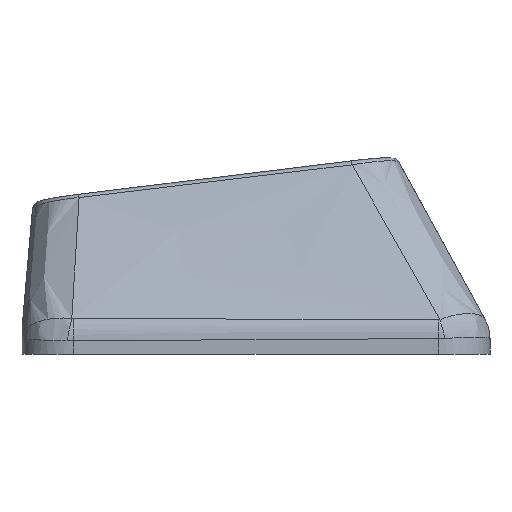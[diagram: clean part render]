
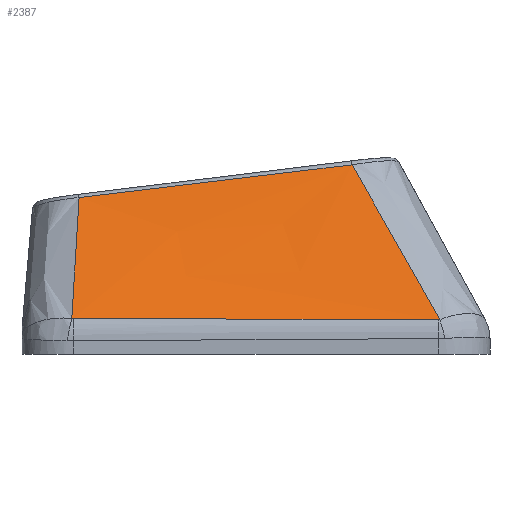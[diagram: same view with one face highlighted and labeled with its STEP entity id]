
A CAD part, left-side view. The second image highlights one B-rep face of the part: STEP entity #2387.
In plain terms, the highlighted free-form (B-spline) face has degree [3, 3] with [4, 4] control points.
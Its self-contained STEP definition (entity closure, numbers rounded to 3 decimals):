
#31=B_SPLINE_SURFACE_WITH_KNOTS('',3,3,((#5281,#5282,#5283,#5284),(#5285,
#5286,#5287,#5288),(#5289,#5290,#5291,#5292),(#5293,#5294,#5295,#5296)),
 .UNSPECIFIED.,.F.,.F.,.F.,(4,4),(4,4),(0.097,0.894),
(0.025,0.948),.UNSPECIFIED.);
#490=FACE_OUTER_BOUND('',#616,.T.);
#616=EDGE_LOOP('',(#2055,#2056,#2057,#2058,#2059,#2060));
#815=B_SPLINE_CURVE_WITH_KNOTS('',3,(#4959,#4960,#4961,#4962),
 .UNSPECIFIED.,.F.,.F.,(4,4),(0.,0.006),
 .UNSPECIFIED.);
#817=B_SPLINE_CURVE_WITH_KNOTS('',3,(#4986,#4987,#4988,#4989),
 .UNSPECIFIED.,.F.,.F.,(4,4),(0.,1.416),.UNSPECIFIED.);
#819=B_SPLINE_CURVE_WITH_KNOTS('',3,(#5013,#5014,#5015,#5016),
 .UNSPECIFIED.,.F.,.F.,(4,4),(0.,0.006),
 .UNSPECIFIED.);
#834=B_SPLINE_CURVE_WITH_KNOTS('',3,(#5298,#5299,#5300,#5301),
 .UNSPECIFIED.,.F.,.F.,(4,4),(0.02,0.788),
 .UNSPECIFIED.);
#835=B_SPLINE_CURVE_WITH_KNOTS('',3,(#5303,#5304,#5305,#5306),
 .UNSPECIFIED.,.F.,.F.,(4,4),(-1.067,0.),.UNSPECIFIED.);
#836=B_SPLINE_CURVE_WITH_KNOTS('',3,(#5307,#5308,#5309,#5310),
 .UNSPECIFIED.,.F.,.F.,(4,4),(-0.592,-0.017),
 .UNSPECIFIED.);
#1094=VERTEX_POINT('',#4921);
#1096=VERTEX_POINT('',#4952);
#1098=VERTEX_POINT('',#4979);
#1100=VERTEX_POINT('',#5006);
#1116=VERTEX_POINT('',#5297);
#1117=VERTEX_POINT('',#5302);
#1427=EDGE_CURVE('',#1094,#1096,#815,.T.);
#1430=EDGE_CURVE('',#1096,#1098,#817,.T.);
#1433=EDGE_CURVE('',#1098,#1100,#819,.T.);
#1457=EDGE_CURVE('',#1116,#1094,#834,.T.);
#1458=EDGE_CURVE('',#1117,#1116,#835,.T.);
#1459=EDGE_CURVE('',#1100,#1117,#836,.T.);
#2055=ORIENTED_EDGE('',*,*,#1433,.F.);
#2056=ORIENTED_EDGE('',*,*,#1430,.F.);
#2057=ORIENTED_EDGE('',*,*,#1427,.F.);
#2058=ORIENTED_EDGE('',*,*,#1457,.F.);
#2059=ORIENTED_EDGE('',*,*,#1458,.F.);
#2060=ORIENTED_EDGE('',*,*,#1459,.F.);
#2387=ADVANCED_FACE('',(#490),#31,.T.);
#4921=CARTESIAN_POINT('',(-20.793,-7.139,0.347));
#4952=CARTESIAN_POINT('',(-20.797,-7.077,0.34));
#4959=CARTESIAN_POINT('Ctrl Pts',(-20.793,-7.139,0.347));
#4960=CARTESIAN_POINT('Ctrl Pts',(-20.795,-7.119,0.342));
#4961=CARTESIAN_POINT('Ctrl Pts',(-20.797,-7.098,0.34));
#4962=CARTESIAN_POINT('Ctrl Pts',(-20.797,-7.077,0.34));
#4979=CARTESIAN_POINT('',(-20.712,7.087,0.389));
#4986=CARTESIAN_POINT('Ctrl Pts',(-20.797,-7.077,0.34));
#4987=CARTESIAN_POINT('Ctrl Pts',(-20.775,-2.356,0.355));
#4988=CARTESIAN_POINT('Ctrl Pts',(-20.748,2.365,0.372));
#4989=CARTESIAN_POINT('Ctrl Pts',(-20.712,7.087,0.389));
#5006=CARTESIAN_POINT('',(-20.708,7.148,0.395));
#5013=CARTESIAN_POINT('Ctrl Pts',(-20.712,7.087,0.389));
#5014=CARTESIAN_POINT('Ctrl Pts',(-20.712,7.107,0.389));
#5015=CARTESIAN_POINT('Ctrl Pts',(-20.71,7.128,0.391));
#5016=CARTESIAN_POINT('Ctrl Pts',(-20.708,7.148,0.395));
#5281=CARTESIAN_POINT('Ctrl Pts',(-17.41,-4.115,6.397));
#5282=CARTESIAN_POINT('Ctrl Pts',(-18.539,-5.124,4.378));
#5283=CARTESIAN_POINT('Ctrl Pts',(-19.668,-6.133,2.359));
#5284=CARTESIAN_POINT('Ctrl Pts',(-20.797,-7.142,0.34));
#5285=CARTESIAN_POINT('Ctrl Pts',(-17.41,-0.361,
5.951));
#5286=CARTESIAN_POINT('Ctrl Pts',(-18.539,-1.034,4.073));
#5287=CARTESIAN_POINT('Ctrl Pts',(-19.668,-1.706,2.195));
#5288=CARTESIAN_POINT('Ctrl Pts',(-20.797,-2.379,0.316));
#5289=CARTESIAN_POINT('Ctrl Pts',(-17.41,3.394,5.505));
#5290=CARTESIAN_POINT('Ctrl Pts',(-18.539,3.057,3.767));
#5291=CARTESIAN_POINT('Ctrl Pts',(-19.668,2.721,2.03));
#5292=CARTESIAN_POINT('Ctrl Pts',(-20.797,2.384,0.293));
#5293=CARTESIAN_POINT('Ctrl Pts',(-17.41,7.148,5.058));
#5294=CARTESIAN_POINT('Ctrl Pts',(-18.539,7.148,3.462));
#5295=CARTESIAN_POINT('Ctrl Pts',(-19.668,7.148,1.865));
#5296=CARTESIAN_POINT('Ctrl Pts',(-20.797,7.148,0.269));
#5297=CARTESIAN_POINT('',(-17.41,-3.729,6.351));
#5298=CARTESIAN_POINT('Ctrl Pts',(-17.41,-3.729,6.351));
#5299=CARTESIAN_POINT('Ctrl Pts',(-18.545,-4.872,4.356));
#5300=CARTESIAN_POINT('Ctrl Pts',(-19.671,-6.008,2.353));
#5301=CARTESIAN_POINT('Ctrl Pts',(-20.793,-7.139,0.347));
#5302=CARTESIAN_POINT('',(-17.416,6.864,5.084));
#5303=CARTESIAN_POINT('Ctrl Pts',(-17.416,6.864,5.084));
#5304=CARTESIAN_POINT('Ctrl Pts',(-17.415,3.333,5.504));
#5305=CARTESIAN_POINT('Ctrl Pts',(-17.413,-0.198,
5.927));
#5306=CARTESIAN_POINT('Ctrl Pts',(-17.41,-3.729,6.351));
#5307=CARTESIAN_POINT('Ctrl Pts',(-20.708,7.148,0.395));
#5308=CARTESIAN_POINT('Ctrl Pts',(-19.605,7.045,1.955));
#5309=CARTESIAN_POINT('Ctrl Pts',(-18.507,6.949,3.518));
#5310=CARTESIAN_POINT('Ctrl Pts',(-17.416,6.864,5.084));
